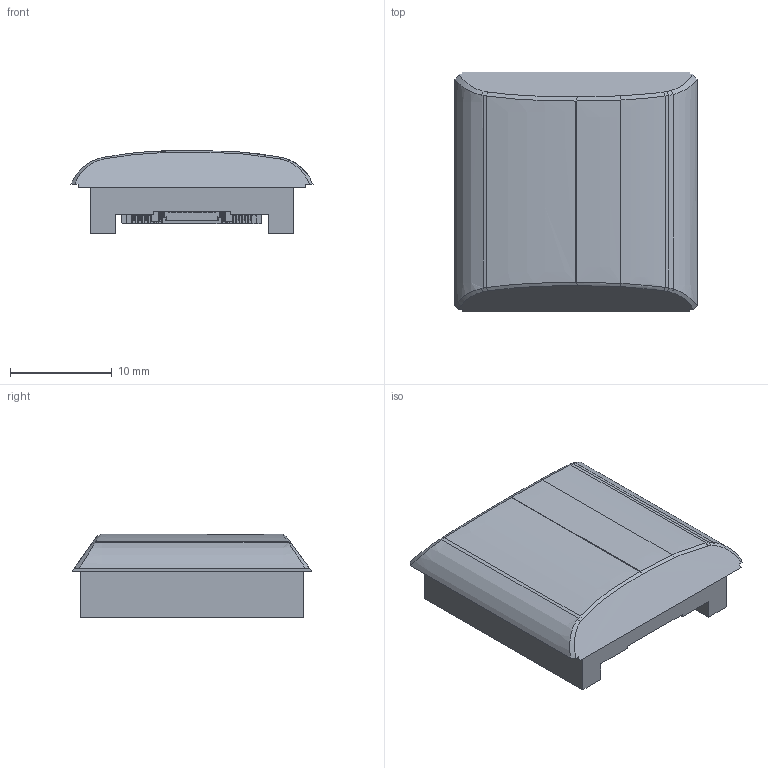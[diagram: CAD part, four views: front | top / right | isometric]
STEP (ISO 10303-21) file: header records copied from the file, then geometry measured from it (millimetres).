
FILE_DESCRIPTION((''),'2;1');
FILE_NAME('400_1_1_1','2025-07-23T19:31:50',('hesifan'),(''),'CREO PARAMETRIC BY PTC INC, 2022073','CREO PARAMETRIC BY PTC INC, 2022073','');
FILE_SCHEMA(('CONFIG_CONTROL_DESIGN'));
Length unit declared in the file: millimetre
Products named in the file (1): 400_1_1_1
Bounding box: 23.82 x 23.6 x 8.2 mm (x, y, z)
Volume: 2870.2 mm3; surface area: 1973.9 mm2
Topology: 1 solids, 2 shells, 1286 faces, 3834 edges, 2537 vertices
Faces by surface type: plane 1025, cylinder 228, bspline 16, cone 12, extrusion 5
Entity records: 44084 total; most frequent: CARTESIAN_POINT 9101, ORIENTED_EDGE 7668, DIRECTION 6777, EDGE_CURVE 3834, VECTOR 3315, LINE 3310, VERTEX_POINT 2537, AXIS2_PLACEMENT_3D 1731
